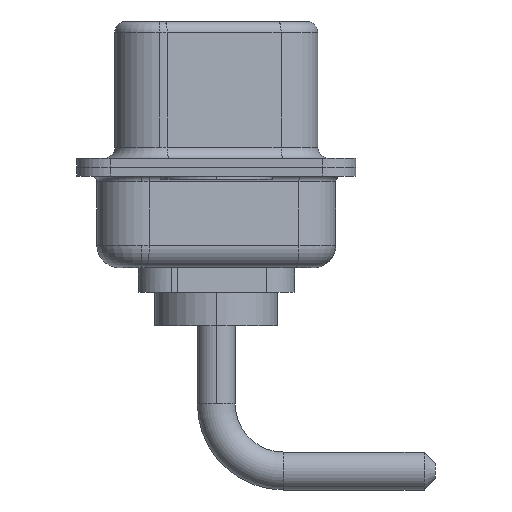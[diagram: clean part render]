
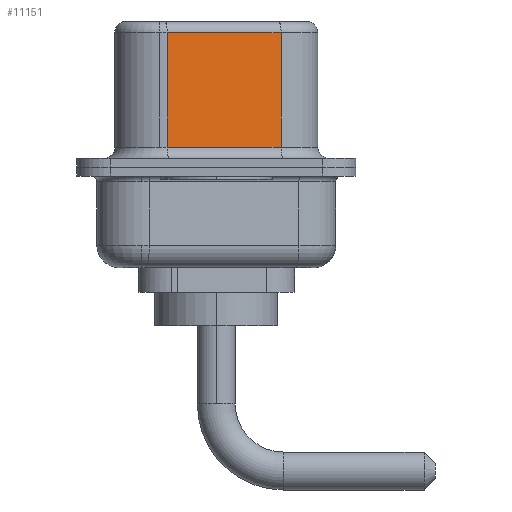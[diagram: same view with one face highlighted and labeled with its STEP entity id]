
A CAD part, left-side view. The second image highlights one B-rep face of the part: STEP entity #11151.
In plain terms, the highlighted planar face has unit normal (-0.985, -0.174, 0).
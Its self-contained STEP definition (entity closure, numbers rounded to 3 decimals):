
#89 = DIRECTION ( 'NONE',  ( 0.174, -0.985, 0. ) ) ;
#678 = DIRECTION ( 'NONE',  ( 0., 0., -1. ) ) ;
#1160 = LINE ( 'NONE', #6858, #8560 ) ;
#1380 = VECTOR ( 'NONE', #678, 1000. ) ;
#1458 = LINE ( 'NONE', #5311, #4279 ) ;
#1625 = CARTESIAN_POINT ( 'NONE',  ( 4.58, -2.897, 6.02 ) ) ;
#1866 = DIRECTION ( 'NONE',  ( -0.174, 0.985, 0. ) ) ;
#2632 = VERTEX_POINT ( 'NONE', #4037 ) ;
#2654 = AXIS2_PLACEMENT_3D ( 'NONE', #3266, #12267, #7168 ) ;
#3266 = CARTESIAN_POINT ( 'NONE',  ( 4.58, -2.897, 6.52 ) ) ;
#4037 = CARTESIAN_POINT ( 'NONE',  ( 3.68, 2.203, 6.02 ) ) ;
#4279 = VECTOR ( 'NONE', #9423, 1000. ) ;
#4381 = VERTEX_POINT ( 'NONE', #11354 ) ;
#4699 = VECTOR ( 'NONE', #1866, 1000. ) ;
#5311 = CARTESIAN_POINT ( 'NONE',  ( 4.58, -2.897, 6.52 ) ) ;
#5666 = LINE ( 'NONE', #10590, #4699 ) ;
#6361 = FACE_OUTER_BOUND ( 'NONE', #8587, .T. ) ;
#6372 = ORIENTED_EDGE ( 'NONE', *, *, #7912, .T. ) ;
#6503 = CARTESIAN_POINT ( 'NONE',  ( 3.68, 2.203, 6.52 ) ) ;
#6858 = CARTESIAN_POINT ( 'NONE',  ( 4.58, -2.897, 0.9 ) ) ;
#7168 = DIRECTION ( 'NONE',  ( -0.174, 0.985, 0. ) ) ;
#7212 = ORIENTED_EDGE ( 'NONE', *, *, #10920, .T. ) ;
#7798 = ORIENTED_EDGE ( 'NONE', *, *, #8635, .F. ) ;
#7912 = EDGE_CURVE ( 'NONE', #2632, #4381, #11514, .T. ) ;
#8560 = VECTOR ( 'NONE', #89, 1000. ) ;
#8587 = EDGE_LOOP ( 'NONE', ( #7798, #7212, #6372, #11486 ) ) ;
#8635 = EDGE_CURVE ( 'NONE', #10741, #10205, #1458, .T. ) ;
#9423 = DIRECTION ( 'NONE',  ( 0., 0., -1. ) ) ;
#10205 = VERTEX_POINT ( 'NONE', #10631 ) ;
#10590 = CARTESIAN_POINT ( 'NONE',  ( 4.58, -2.897, 6.02 ) ) ;
#10631 = CARTESIAN_POINT ( 'NONE',  ( 4.58, -2.897, 0.9 ) ) ;
#10741 = VERTEX_POINT ( 'NONE', #1625 ) ;
#10920 = EDGE_CURVE ( 'NONE', #10741, #2632, #5666, .T. ) ;
#10943 = EDGE_CURVE ( 'NONE', #4381, #10205, #1160, .T. ) ;
#11151 = ADVANCED_FACE ( 'NONE', ( #6361 ), #12141, .F. ) ;
#11354 = CARTESIAN_POINT ( 'NONE',  ( 3.68, 2.203, 0.9 ) ) ;
#11486 = ORIENTED_EDGE ( 'NONE', *, *, #10943, .T. ) ;
#11514 = LINE ( 'NONE', #6503, #1380 ) ;
#12141 = PLANE ( 'NONE',  #2654 ) ;
#12267 = DIRECTION ( 'NONE',  ( 0.985, 0.174, 0. ) ) ;
